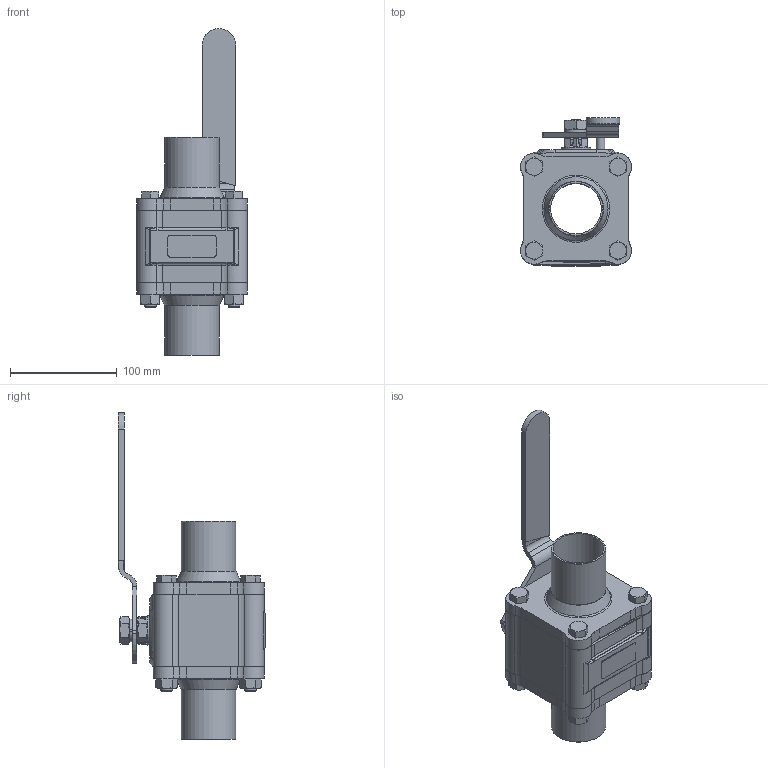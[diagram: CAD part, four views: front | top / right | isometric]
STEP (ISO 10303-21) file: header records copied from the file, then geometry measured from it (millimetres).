
FILE_DESCRIPTION(/* description */ (''),/* implementation_level */ '2;1');
FILE_NAME(/* name */ 'GA-WK70-20-XBO-W.stp',/* time_stamp */ '2021-02-18T22:24:46+06:00',/* author */ ('10157457'),/* organization */ (''),/* preprocessor_version */ 'ST-DEVELOPER v16.1',/* originating_system */ 'Autodesk Inventor 2016',/* authorisation */ '');
FILE_SCHEMA (('AUTOMOTIVE_DESIGN { 1 0 10303 214 3 1 1 }'));
Length unit declared in the file: inch
Products named in the file (1): GA-WK70-20-XBO-W
Bounding box: 103.87 x 138.34 x 306.04 mm (x, y, z)
Volume: 867999 mm3; surface area: 126345.6 mm2
Topology: 1 solids, 1 shells, 453 faces, 1148 edges, 708 vertices
Faces by surface type: plane 191, cone 116, cylinder 70, bspline 54, torus 18, sphere 4
Full cylindrical faces by diameter (mm): 4.978 x4, 8.128 x1, 11.112 x4, 27.813 x1, 47.498 x1, 50.863 x2
Entity records: 15428 total; most frequent: CARTESIAN_POINT 4947, ORIENTED_EDGE 2214, DIRECTION 1929, EDGE_CURVE 1107, AXIS2_PLACEMENT_3D 738, VERTEX_POINT 702, EDGE_LOOP 517, LINE 453
